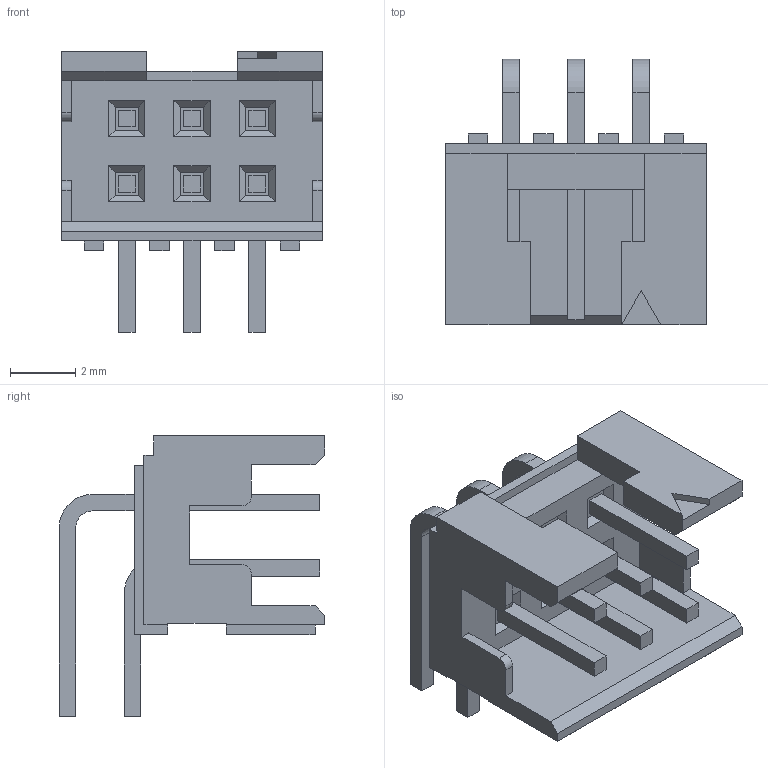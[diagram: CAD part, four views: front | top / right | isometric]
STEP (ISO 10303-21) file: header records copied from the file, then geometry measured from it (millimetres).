
FILE_DESCRIPTION(('FreeCAD Model'),'2;1');
FILE_NAME('98464-G61-06C.step','2017-01-16T14:24:30', ('kicad StepUp'),('ksu MCAD'),'Open CASCADE STEP processor 6.8', 'FreeCAD','Unknown');
FILE_SCHEMA(('AUTOMOTIVE_DESIGN_CC2 { 1 2 10303 214 -1 1 5 4 }'));
Length unit declared in the file: millimetre
Products named in the file (1): 98464-G61-06C
Bounding box: 8 x 8.15 x 8.6 mm (x, y, z)
Volume: 119.3 mm3; surface area: 434 mm2
Topology: 1 solids, 1 shells, 228 faces, 601 edges, 393 vertices
Faces by surface type: plane 212, cylinder 16
Entity records: 6914 total; most frequent: CARTESIAN_POINT 1223, ORIENTED_EDGE 1202, DIRECTION 1091, EDGE_CURVE 601, LINE 569, VECTOR 569, VERTEX_POINT 393, AXIS2_PLACEMENT_3D 261
